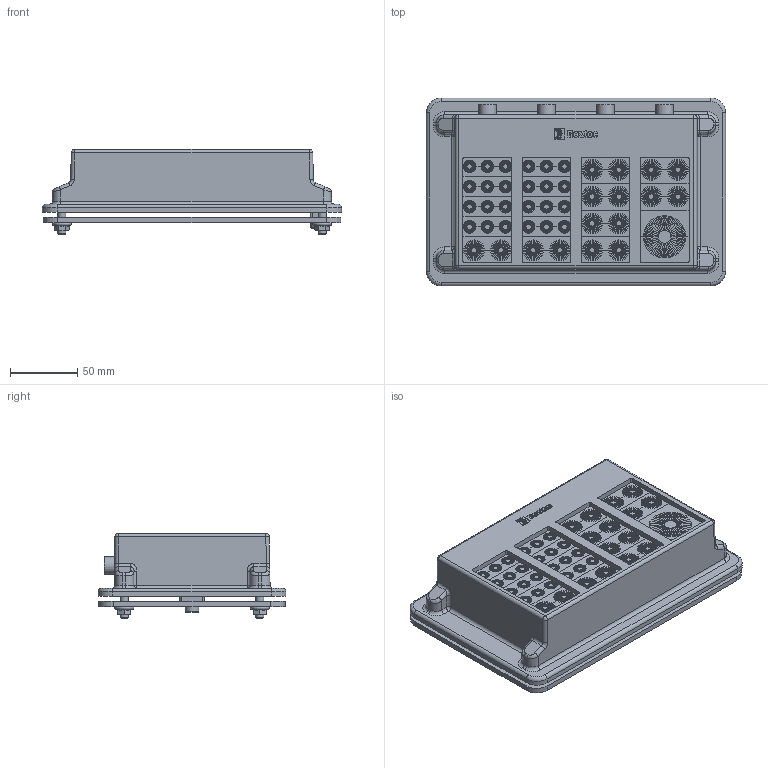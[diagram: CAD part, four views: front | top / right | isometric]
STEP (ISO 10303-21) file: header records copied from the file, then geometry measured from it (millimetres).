
FILE_DESCRIPTION(/* description */ ('https://test.transitdesigner.roxtec.com/app/projects/f41deb39-9b9d-41b2-9d55-78ee9b85f35a/transits/839dc581-c85c-436e-8909-4d35e12f4253/packingplan','CAx-IF Rec.Pracs.---Representation and Presentation of Product Manufacturing Information (PMI)---4.0---2014-10-13'),/* implementation_level */ '2;1');
FILE_NAME(/* name */ 'CSP32_41.stp',/* time_stamp */ '2025-07-01T13:30:34Z',/* author */ ('RTD / 2025-07-01 / CSP32_41'),/* organization */ ('Roxtec International AB / www.roxtec.com'),/* preprocessor_version */ 'ST-DEVELOPER v19.2',/* originating_system */ 'Autodesk Inventor 2023',/* authorisation */ '3DCadService 0.4.5.0-cf372e9');
FILE_SCHEMA (('AP242_MANAGED_MODEL_BASED_3D_ENGINEERING_MIM_LF { 1 0 10303 442 1 1 4 }'));
Length unit declared in the file: centimetre
Products named in the file (1): CSP32_41
Bounding box: 223 x 140 x 63.5 mm (x, y, z)
Volume: 1007074.4 mm3; surface area: 121332.1 mm2
Topology: 1 solids, 1 shells, 1904 faces, 4180 edges, 2328 vertices
Faces by surface type: plane 1679, cylinder 110, bspline 53, cone 33, torus 21, sphere 8
Full cylindrical faces by diameter (mm): 6 x8, 7 x4, 10 x1, 11.8 x1, 13 x4
Entity records: 53644 total; most frequent: CARTESIAN_POINT 10068, DIRECTION 9493, ORIENTED_EDGE 8358, EDGE_CURVE 4179, AXIS2_PLACEMENT_3D 3611, VERTEX_POINT 2328, LINE 2271, VECTOR 2271
